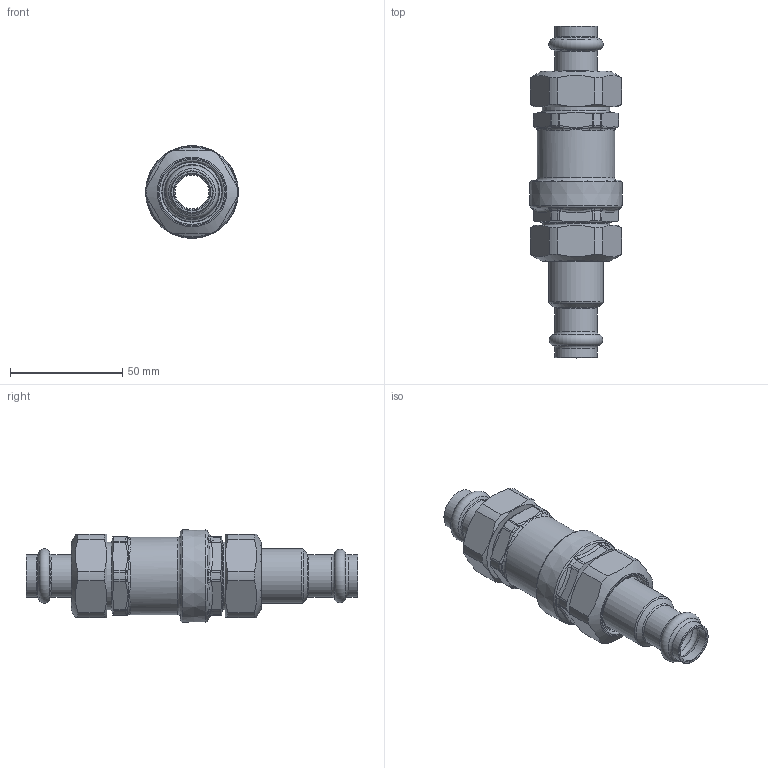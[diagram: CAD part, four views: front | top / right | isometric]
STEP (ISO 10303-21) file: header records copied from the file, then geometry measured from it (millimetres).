
FILE_DESCRIPTION(/* description */ (''),/* implementation_level */ '2;1');
FILE_NAME(/* name */ '127146AFC_Simplify_1.stp',/* time_stamp */ '2025-07-28T09:47:48-05:00',/* author */ ('ischreiner'),/* organization */ (''),/* preprocessor_version */ 'ST-DEVELOPER v20',/* originating_system */ 'Autodesk Inventor 2025',/* authorisation */ '');
FILE_SCHEMA (('AUTOMOTIVE_DESIGN { 1 0 10303 214 3 1 1 }'));
Length unit declared in the file: inch
Products named in the file (1): 127146AFC_Simplify_1
Bounding box: 41.38 x 147.95 x 41.38 mm (x, y, z)
Volume: 51705.9 mm3; surface area: 37699.5 mm2
Topology: 5 solids, 5 shells, 291 faces, 651 edges, 390 vertices
Faces by surface type: cylinder 70, cone 60, torus 60, plane 54, bspline 47
Full cylindrical faces by diameter (mm): 15.113 x1, 15.24 x1, 16.154 x2, 16.205 x2, 18.796 x2, 18.847 x2, 20.091 x2, 20.625 x1, 21 x2, 24.1 x2, 24.384 x1, 25 x2, 26.924 x2, 27.686 x1, 28.3 x2, 28.5 x1, 28.6 x1, 29.591 x2, 30 x4, 30.2 x1, 30.302 x2, 30.4 x1, 33.1 x2, 34.5 x1
Entity records: 11484 total; most frequent: CARTESIAN_POINT 4848, DIRECTION 1334, ORIENTED_EDGE 1302, EDGE_CURVE 651, AXIS2_PLACEMENT_3D 593, VERTEX_POINT 390, EDGE_LOOP 321, CIRCLE 300
